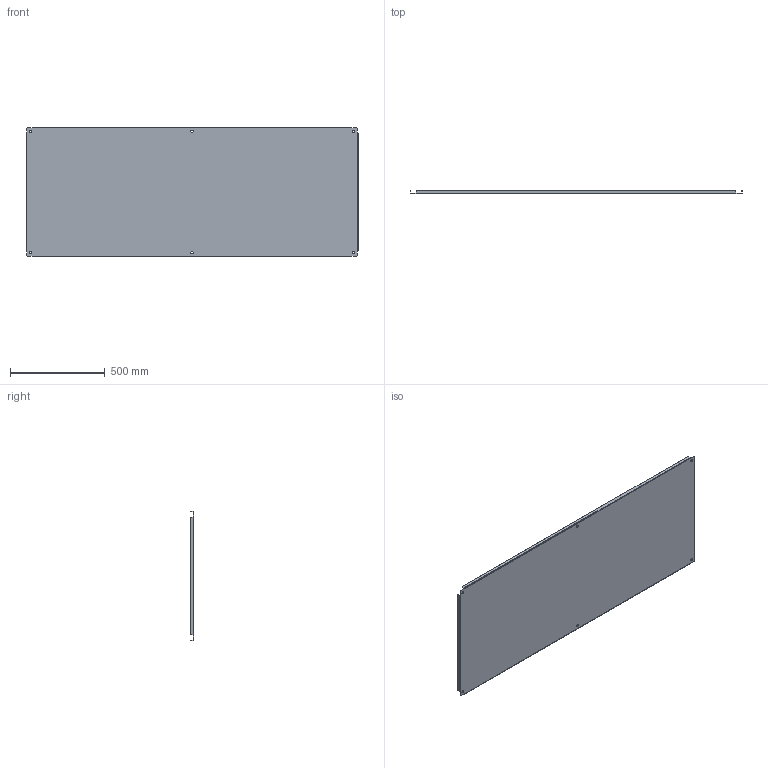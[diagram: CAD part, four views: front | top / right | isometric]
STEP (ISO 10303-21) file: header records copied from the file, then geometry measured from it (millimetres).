
FILE_DESCRIPTION (( 'STEP AP203' ), '1' );
FILE_NAME ('18G6927_Default.step', '2019-09-13T18:04:48', ( '' ), ( '' ), 'SwSTEP 2.0', 'SolidWorks 2018', '' );
FILE_SCHEMA (( 'CONFIG_CONTROL_DESIGN' ));
Length unit declared in the file: inch
Products named in the file (1): 18G6927_Default
Bounding box: 1752.6 x 19.05 x 685.8 mm (x, y, z)
Volume: 3072474.7 mm3; surface area: 2559172.8 mm2
Topology: 1 solids, 1 shells, 62 faces, 164 edges, 104 vertices
Faces by surface type: cylinder 32, plane 30
Entity records: 2027 total; most frequent: DIRECTION 354, CARTESIAN_POINT 331, ORIENTED_EDGE 328, EDGE_CURVE 164, AXIS2_PLACEMENT_3D 127, VERTEX_POINT 104, VECTOR 100, LINE 100
